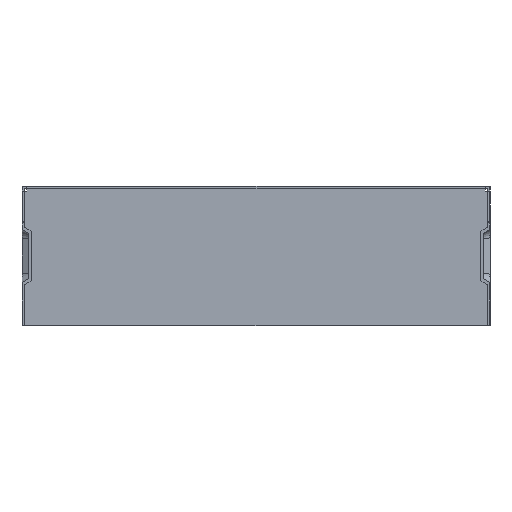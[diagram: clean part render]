
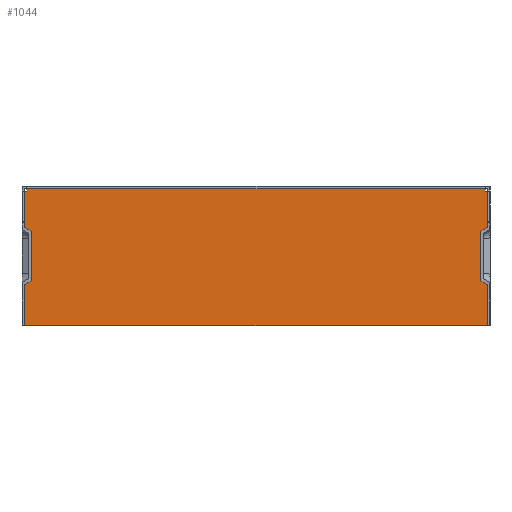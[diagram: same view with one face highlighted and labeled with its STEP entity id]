
A CAD part, front view. The second image highlights one B-rep face of the part: STEP entity #1044.
In plain terms, the highlighted planar face has unit normal (0, -1, 0).
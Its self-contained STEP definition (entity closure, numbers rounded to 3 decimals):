
#44=PLANE('',#1120);
#85=FACE_OUTER_BOUND('',#137,.T.);
#137=EDGE_LOOP('',(#738,#739,#740,#741,#742,#743,#744,#745,#746,#747));
#189=LINE('',#1505,#303);
#210=LINE('',#1582,#324);
#217=LINE('',#1611,#331);
#218=LINE('',#1613,#332);
#219=LINE('',#1621,#333);
#220=LINE('',#1630,#334);
#221=LINE('',#1632,#335);
#222=LINE('',#1633,#336);
#303=VECTOR('',#1187,10.);
#324=VECTOR('',#1216,10.);
#331=VECTOR('',#1231,10.);
#332=VECTOR('',#1232,10.);
#333=VECTOR('',#1233,10.);
#334=VECTOR('',#1234,10.);
#335=VECTOR('',#1235,10.);
#336=VECTOR('',#1236,10.);
#422=B_SPLINE_CURVE_WITH_KNOTS('',3,(#1615,#1616,#1617,#1618,#1619,#1620),
 .UNSPECIFIED.,.F.,.F.,(4,2,4),(0.033,0.085,0.138),
 .UNSPECIFIED.);
#423=B_SPLINE_CURVE_WITH_KNOTS('',3,(#1623,#1624,#1625,#1626,#1627,#1628),
 .UNSPECIFIED.,.F.,.F.,(4,2,4),(-0.179,-0.13,-0.073),
 .UNSPECIFIED.);
#442=VERTEX_POINT('',#1502);
#443=VERTEX_POINT('',#1504);
#463=VERTEX_POINT('',#1577);
#472=VERTEX_POINT('',#1609);
#473=VERTEX_POINT('',#1610);
#474=VERTEX_POINT('',#1612);
#475=VERTEX_POINT('',#1614);
#476=VERTEX_POINT('',#1622);
#477=VERTEX_POINT('',#1629);
#478=VERTEX_POINT('',#1631);
#543=EDGE_CURVE('',#442,#443,#189,.T.);
#569=EDGE_CURVE('',#463,#442,#210,.T.);
#579=EDGE_CURVE('',#472,#473,#217,.T.);
#580=EDGE_CURVE('',#473,#474,#218,.T.);
#581=EDGE_CURVE('',#475,#474,#422,.T.);
#582=EDGE_CURVE('',#475,#443,#219,.T.);
#583=EDGE_CURVE('',#463,#476,#423,.T.);
#584=EDGE_CURVE('',#476,#477,#220,.T.);
#585=EDGE_CURVE('',#478,#477,#221,.T.);
#586=EDGE_CURVE('',#478,#472,#222,.T.);
#738=ORIENTED_EDGE('',*,*,#579,.T.);
#739=ORIENTED_EDGE('',*,*,#580,.T.);
#740=ORIENTED_EDGE('',*,*,#581,.F.);
#741=ORIENTED_EDGE('',*,*,#582,.T.);
#742=ORIENTED_EDGE('',*,*,#543,.F.);
#743=ORIENTED_EDGE('',*,*,#569,.F.);
#744=ORIENTED_EDGE('',*,*,#583,.T.);
#745=ORIENTED_EDGE('',*,*,#584,.T.);
#746=ORIENTED_EDGE('',*,*,#585,.F.);
#747=ORIENTED_EDGE('',*,*,#586,.T.);
#1044=ADVANCED_FACE('',(#85),#44,.F.);
#1120=AXIS2_PLACEMENT_3D('',#1608,#1229,#1230);
#1187=DIRECTION('',(1.,0.,0.));
#1216=DIRECTION('',(0.,0.,1.));
#1229=DIRECTION('center_axis',(0.,1.,0.));
#1230=DIRECTION('ref_axis',(0.,0.,1.));
#1231=DIRECTION('',(1.,0.,0.));
#1232=DIRECTION('',(0.,0.,1.));
#1233=DIRECTION('',(0.,0.,1.));
#1234=DIRECTION('',(0.,0.,-1.));
#1235=DIRECTION('',(-1.,0.,0.));
#1236=DIRECTION('',(1.,0.,0.));
#1502=CARTESIAN_POINT('',(-99.,0.,29.));
#1504=CARTESIAN_POINT('',(99.,0.,29.));
#1505=CARTESIAN_POINT('',(0.,0.,29.));
#1577=CARTESIAN_POINT('',(-99.,0.,28.));
#1582=CARTESIAN_POINT('',(-99.,0.,-15.));
#1608=CARTESIAN_POINT('Origin',(0.,0.,0.));
#1609=CARTESIAN_POINT('',(99.,0.,-30.));
#1610=CARTESIAN_POINT('',(100.,0.,-30.));
#1611=CARTESIAN_POINT('',(-50.5,0.,-30.));
#1612=CARTESIAN_POINT('',(100.,0.,27.646));
#1613=CARTESIAN_POINT('',(100.,0.,-1.504));
#1614=CARTESIAN_POINT('',(99.,0.,28.));
#1615=CARTESIAN_POINT('Ctrl Pts',(99.,0.,28.));
#1616=CARTESIAN_POINT('Ctrl Pts',(99.152,0.,
27.932));
#1617=CARTESIAN_POINT('Ctrl Pts',(99.303,0.,
27.864));
#1618=CARTESIAN_POINT('Ctrl Pts',(99.649,0.,
27.736));
#1619=CARTESIAN_POINT('Ctrl Pts',(99.82,0.,
27.687));
#1620=CARTESIAN_POINT('Ctrl Pts',(100.,0.,
27.646));
#1621=CARTESIAN_POINT('',(99.,0.,14.5));
#1622=CARTESIAN_POINT('',(-100.,0.,27.646));
#1623=CARTESIAN_POINT('Ctrl Pts',(-99.,0.,
28.));
#1624=CARTESIAN_POINT('Ctrl Pts',(-99.145,0.,
27.935));
#1625=CARTESIAN_POINT('Ctrl Pts',(-99.29,0.,
27.87));
#1626=CARTESIAN_POINT('Ctrl Pts',(-99.635,0.,
27.74));
#1627=CARTESIAN_POINT('Ctrl Pts',(-99.813,0.,
27.688));
#1628=CARTESIAN_POINT('Ctrl Pts',(-100.,0.,
27.646));
#1629=CARTESIAN_POINT('',(-100.,0.,-30.));
#1630=CARTESIAN_POINT('',(-100.,0.,-1.504));
#1631=CARTESIAN_POINT('',(-99.,0.,-30.));
#1632=CARTESIAN_POINT('',(-50.5,0.,-30.));
#1633=CARTESIAN_POINT('',(-100.,0.,-30.));
